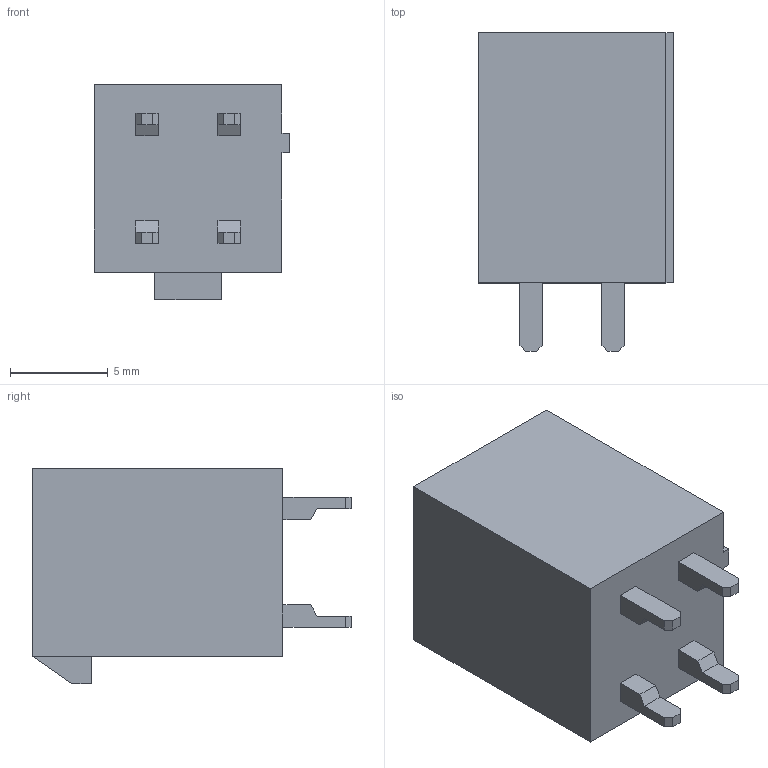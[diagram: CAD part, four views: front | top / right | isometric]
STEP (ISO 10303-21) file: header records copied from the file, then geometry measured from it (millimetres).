
FILE_DESCRIPTION (( 'STEP AP214' ), '1' );
FILE_NAME ('5900-W04ST.STEP', '2022-05-02T11:07:00', ( '' ), ( '' ), 'SwSTEP 2.0', 'SolidWorks 2017', '' );
FILE_SCHEMA (( 'AUTOMOTIVE_DESIGN' ));
Length unit declared in the file: millimetre
Products named in the file (3): 5900-WxxST_04; A^5900-WxxST ASS; 5900-W04ST
Assembly tree (5 placements, depth 2):
  5900-W04ST
    5900-WxxST_04
    A^5900-WxxST ASS  x4
Bounding box: 10 x 16.3 x 11 mm (x, y, z)
Volume: 659.7 mm3; surface area: 1353.6 mm2
Topology: 5 solids, 5 shells, 75 faces, 181 edges, 120 vertices
Faces by surface type: plane 75
Entity records: 1421 total; most frequent: CARTESIAN_POINT 234, ORIENTED_EDGE 218, DIRECTION 215, EDGE_CURVE 109, VECTOR 109, LINE 109, VERTEX_POINT 72, AXIS2_PLACEMENT_3D 53
